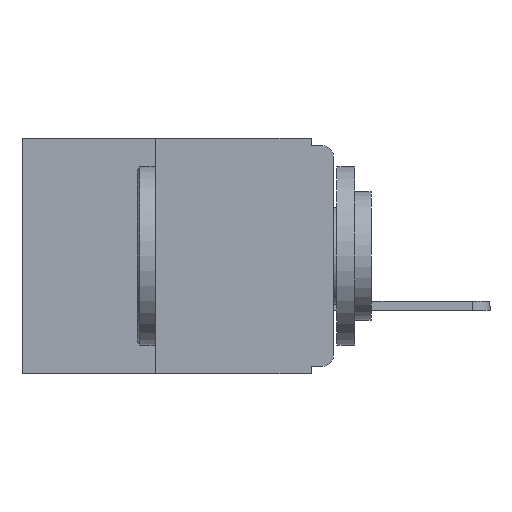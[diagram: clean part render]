
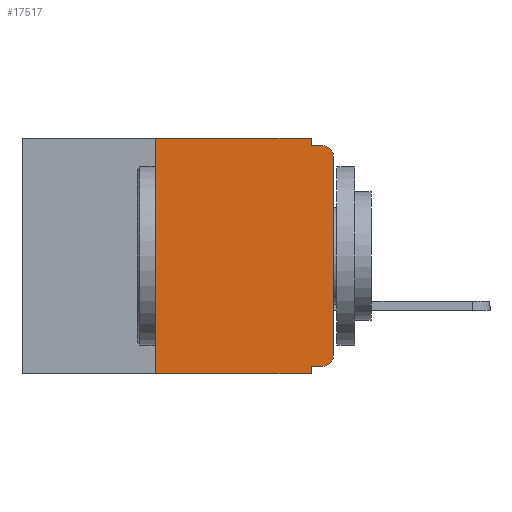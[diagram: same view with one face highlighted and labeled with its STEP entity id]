
A CAD part, left-side view. The second image highlights one B-rep face of the part: STEP entity #17517.
In plain terms, the highlighted planar face has unit normal (-1, 0, 0).
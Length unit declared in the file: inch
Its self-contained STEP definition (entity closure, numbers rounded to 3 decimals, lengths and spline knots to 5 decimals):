
#64 = EDGE_CURVE ( 'NONE', #13506, #13804, #4677, .T. ) ;
#393 = DIRECTION ( 'NONE',  ( 0., -1., 0. ) ) ;
#403 = VECTOR ( 'NONE', #12646, 39.37008 ) ;
#527 = LINE ( 'NONE', #21691, #1269 ) ;
#802 = ORIENTED_EDGE ( 'NONE', *, *, #6958, .T. ) ;
#1024 = DIRECTION ( 'NONE',  ( -1., 0., 0. ) ) ;
#1056 = VERTEX_POINT ( 'NONE', #12428 ) ;
#1269 = VECTOR ( 'NONE', #20661, 39.37008 ) ;
#1444 = ORIENTED_EDGE ( 'NONE', *, *, #20964, .F. ) ;
#1618 = VERTEX_POINT ( 'NONE', #9529 ) ;
#1641 = EDGE_CURVE ( 'NONE', #13506, #12221, #527, .T. ) ;
#1697 = DIRECTION ( 'NONE',  ( 0., -1., 0. ) ) ;
#2171 = LINE ( 'NONE', #14411, #13802 ) ;
#2939 = CARTESIAN_POINT ( 'NONE',  ( 0., 0., -0.305 ) ) ;
#3213 = CARTESIAN_POINT ( 'NONE',  ( 0., 0., -0.32 ) ) ;
#3448 = DIRECTION ( 'NONE',  ( 0., 0., -1. ) ) ;
#3923 = DIRECTION ( 'NONE',  ( 1., 0., 0. ) ) ;
#4468 = LINE ( 'NONE', #17287, #28690 ) ;
#4604 = CARTESIAN_POINT ( 'NONE',  ( 0., 0., -0.01 ) ) ;
#4677 = LINE ( 'NONE', #4933, #22241 ) ;
#4731 = LINE ( 'NONE', #3213, #10150 ) ;
#4933 = CARTESIAN_POINT ( 'NONE',  ( 0., 0.437, -0.33 ) ) ;
#4979 = ORIENTED_EDGE ( 'NONE', *, *, #64, .T. ) ;
#4982 = AXIS2_PLACEMENT_3D ( 'NONE', #14940, #1024, #17228 ) ;
#5846 = ORIENTED_EDGE ( 'NONE', *, *, #1641, .F. ) ;
#6340 = EDGE_CURVE ( 'NONE', #1056, #7511, #4468, .T. ) ;
#6636 = LINE ( 'NONE', #26253, #403 ) ;
#6639 = DIRECTION ( 'NONE',  ( 0., 0., -1. ) ) ;
#6958 = EDGE_CURVE ( 'NONE', #21000, #18515, #6636, .T. ) ;
#7511 = VERTEX_POINT ( 'NONE', #17229 ) ;
#7695 = ORIENTED_EDGE ( 'NONE', *, *, #17366, .T. ) ;
#9463 = CARTESIAN_POINT ( 'NONE',  ( 0., 0.031, -0.32 ) ) ;
#9529 = CARTESIAN_POINT ( 'NONE',  ( 0., 0.015, -0.01 ) ) ;
#10150 = VECTOR ( 'NONE', #21632, 39.37008 ) ;
#10820 = PLANE ( 'NONE',  #20386 ) ;
#11134 = CARTESIAN_POINT ( 'NONE',  ( 0., 0.25, 0. ) ) ;
#11337 = ORIENTED_EDGE ( 'NONE', *, *, #6340, .F. ) ;
#11672 = ORIENTED_EDGE ( 'NONE', *, *, #25309, .F. ) ;
#12221 = VERTEX_POINT ( 'NONE', #11134 ) ;
#12428 = CARTESIAN_POINT ( 'NONE',  ( 0., 0.031, 0. ) ) ;
#12646 = DIRECTION ( 'NONE',  ( 0., 0., 1. ) ) ;
#13506 = VERTEX_POINT ( 'NONE', #18460 ) ;
#13535 = DIRECTION ( 'NONE',  ( -1., 0., 0. ) ) ;
#13802 = VECTOR ( 'NONE', #393, 39.37008 ) ;
#13804 = VERTEX_POINT ( 'NONE', #14846 ) ;
#14397 = CIRCLE ( 'NONE', #4982, 0.015 ) ;
#14411 = CARTESIAN_POINT ( 'NONE',  ( 0., 0.437, 0. ) ) ;
#14846 = CARTESIAN_POINT ( 'NONE',  ( 0., 0.031, -0.33 ) ) ;
#14940 = CARTESIAN_POINT ( 'NONE',  ( 0., 0.015, -0.305 ) ) ;
#15377 = CARTESIAN_POINT ( 'NONE',  ( 0., 0.015, -0.32 ) ) ;
#15425 = VECTOR ( 'NONE', #20663, 39.37008 ) ;
#15465 = ORIENTED_EDGE ( 'NONE', *, *, #18339, .F. ) ;
#15944 = ORIENTED_EDGE ( 'NONE', *, *, #29430, .F. ) ;
#17228 = DIRECTION ( 'NONE',  ( 0., 0., -1. ) ) ;
#17229 = CARTESIAN_POINT ( 'NONE',  ( 0., 0.031, -0.01 ) ) ;
#17287 = CARTESIAN_POINT ( 'NONE',  ( 0., 0.031, 0. ) ) ;
#17366 = EDGE_CURVE ( 'NONE', #27539, #21000, #14397, .T. ) ;
#17517 = ADVANCED_FACE ( 'NONE', ( #26079 ), #10820, .F. ) ;
#17827 = CIRCLE ( 'NONE', #22481, 0.015 ) ;
#18339 = EDGE_CURVE ( 'NONE', #7511, #1618, #27436, .T. ) ;
#18460 = CARTESIAN_POINT ( 'NONE',  ( 0., 0.25, -0.33 ) ) ;
#18515 = VERTEX_POINT ( 'NONE', #25770 ) ;
#20008 = DIRECTION ( 'NONE',  ( 0., 0., -1. ) ) ;
#20386 = AXIS2_PLACEMENT_3D ( 'NONE', #28932, #3923, #20008 ) ;
#20389 = CARTESIAN_POINT ( 'NONE',  ( 0., 0.031, -0.33 ) ) ;
#20661 = DIRECTION ( 'NONE',  ( 0., 0., 1. ) ) ;
#20663 = DIRECTION ( 'NONE',  ( 0., -1., 0. ) ) ;
#20964 = EDGE_CURVE ( 'NONE', #12221, #1056, #2171, .T. ) ;
#21000 = VERTEX_POINT ( 'NONE', #2939 ) ;
#21632 = DIRECTION ( 'NONE',  ( 0., 1., 0. ) ) ;
#21691 = CARTESIAN_POINT ( 'NONE',  ( 0., 0.25, -0.33 ) ) ;
#22151 = EDGE_LOOP ( 'NONE', ( #802, #22207, #15465, #11337, #1444, #5846, #4979, #11672, #15944, #7695 ) ) ;
#22207 = ORIENTED_EDGE ( 'NONE', *, *, #23425, .T. ) ;
#22241 = VECTOR ( 'NONE', #1697, 39.37008 ) ;
#22481 = AXIS2_PLACEMENT_3D ( 'NONE', #27109, #13535, #29303 ) ;
#23425 = EDGE_CURVE ( 'NONE', #18515, #1618, #17827, .T. ) ;
#25309 = EDGE_CURVE ( 'NONE', #26620, #13804, #26049, .T. ) ;
#25770 = CARTESIAN_POINT ( 'NONE',  ( 0., 0., -0.025 ) ) ;
#26049 = LINE ( 'NONE', #20389, #26769 ) ;
#26079 = FACE_OUTER_BOUND ( 'NONE', #22151, .T. ) ;
#26253 = CARTESIAN_POINT ( 'NONE',  ( 0., 0., 0. ) ) ;
#26620 = VERTEX_POINT ( 'NONE', #9463 ) ;
#26769 = VECTOR ( 'NONE', #6639, 39.37008 ) ;
#27109 = CARTESIAN_POINT ( 'NONE',  ( 0., 0.015, -0.025 ) ) ;
#27436 = LINE ( 'NONE', #4604, #15425 ) ;
#27539 = VERTEX_POINT ( 'NONE', #15377 ) ;
#28690 = VECTOR ( 'NONE', #3448, 39.37008 ) ;
#28932 = CARTESIAN_POINT ( 'NONE',  ( 0., 0.437, 0. ) ) ;
#29303 = DIRECTION ( 'NONE',  ( 0., 0., -1. ) ) ;
#29430 = EDGE_CURVE ( 'NONE', #27539, #26620, #4731, .T. ) ;
